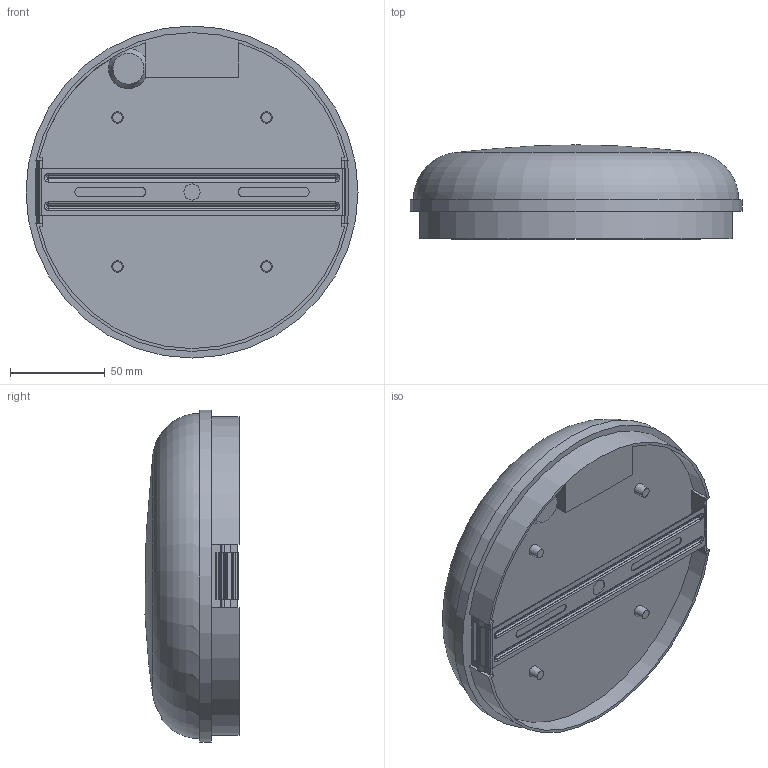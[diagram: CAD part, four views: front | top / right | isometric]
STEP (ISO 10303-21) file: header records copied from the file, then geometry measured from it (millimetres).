
FILE_DESCRIPTION (( 'STEP AP214' ), '1' );
FILE_NAME ('Ñâåòèëüíèê ñâåòîäèîäíûé ÄÏÎ-2200 ñ èê äàò÷èêîì 12Âò 6500K IP65 (BKL-2200DI-R-12-6500).STEP', '2022-09-06T07:03:18', ( '' ), ( '' ), 'SwSTEP 2.0', 'SolidWorks 2021', '' );
FILE_SCHEMA (( 'AUTOMOTIVE_DESIGN' ));
Length unit declared in the file: millimetre
Products named in the file (1): Ñâåòèëüíèê ñâåòîäèîäíûé ÄÏÎ-2200 ñ èê äàò÷èêîì 12Âò 6500K IP65 (BKL-2200DI-R-12-6500)
Bounding box: 175 x 49.55 x 175 mm (x, y, z)
Volume: 131495.9 mm3; surface area: 147273.8 mm2
Topology: 5 solids, 5 shells, 177 faces, 438 edges, 283 vertices
Faces by surface type: plane 82, cylinder 60, torus 22, cone 5, bspline 5, sphere 3
Full cylindrical faces by diameter (mm): 8.5 x1, 12.5 x1, 27 x1, 167.5 x1, 171.5 x1, 172 x1, 175 x1
Entity records: 5718 total; most frequent: CARTESIAN_POINT 1409, DIRECTION 918, ORIENTED_EDGE 840, EDGE_CURVE 420, AXIS2_PLACEMENT_3D 343, VERTEX_POINT 279, LINE 232, VECTOR 232
